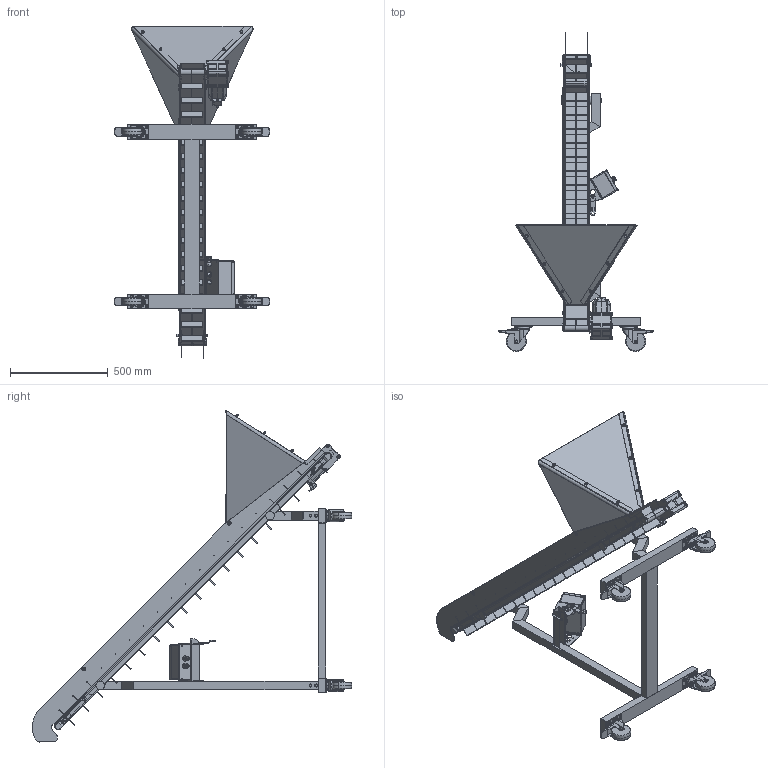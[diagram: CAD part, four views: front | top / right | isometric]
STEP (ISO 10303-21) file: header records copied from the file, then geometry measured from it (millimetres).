
FILE_DESCRIPTION (( 'STEP AP214' ), '1' );
FILE_NAME ('Autofeed_STEP.step', '2022-02-15T23:44:58', ( '' ), ( '' ), 'SwSTEP 2.0', 'SolidWorks 2019', '' );
FILE_SCHEMA (( 'AUTOMOTIVE_DESIGN' ));
Length unit declared in the file: inch
Products named in the file (1): Autofeed_STEP
Bounding box: 793.8 x 1634.95 x 1699.75 mm (x, y, z)
Surface area: 4502452.4 mm2 (no closed solid volume)
Topology: 0 solids, 292 shells, 1547 faces, 5867 edges, 4451 vertices
Faces by surface type: plane 766, cylinder 578, torus 64, sphere 52, cone 44, bspline 43
Entity records: 96313 total; most frequent: CARTESIAN_POINT 28384, DIRECTION 10123, ORIENTED_EDGE 8214, EDGE_CURVE 5840, VERTEX_POINT 4448, AXIS2_PLACEMENT_3D 3565, LINE 2993, VECTOR 2993
